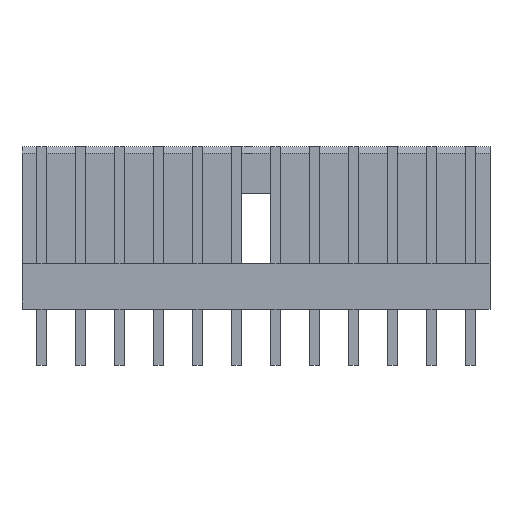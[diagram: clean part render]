
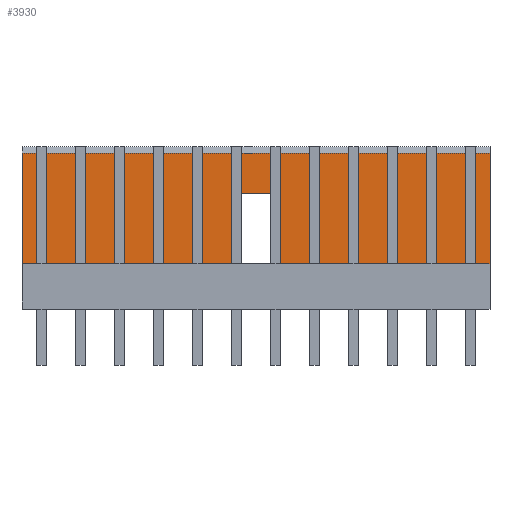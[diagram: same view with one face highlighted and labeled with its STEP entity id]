
A CAD part, front view. The second image highlights one B-rep face of the part: STEP entity #3930.
In plain terms, the highlighted planar face has unit normal (0, -1, 0).
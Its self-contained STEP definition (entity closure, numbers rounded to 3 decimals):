
#138=DIRECTION('',(0.,0.,-1.));
#139=VECTOR('',#138,7.1);
#140=CARTESIAN_POINT('',(-15.,1.6,-0.4));
#141=LINE('',#140,#139);
#618=DIRECTION('',(1.,0.,0.));
#619=VECTOR('',#618,13.8);
#620=CARTESIAN_POINT('',(1.2,1.6,-7.5));
#621=LINE('',#620,#619);
#622=DIRECTION('',(1.,0.,0.));
#623=VECTOR('',#622,13.8);
#624=CARTESIAN_POINT('',(-15.,1.6,-7.5));
#625=LINE('',#624,#623);
#1394=DIRECTION('',(-1.,0.,0.));
#1395=VECTOR('',#1394,30.);
#1396=CARTESIAN_POINT('',(15.,1.6,-0.4));
#1397=LINE('',#1396,#1395);
#1398=DIRECTION('',(0.,0.,1.));
#1399=VECTOR('',#1398,4.5);
#1400=CARTESIAN_POINT('',(1.2,1.6,-7.5));
#1401=LINE('',#1400,#1399);
#1402=DIRECTION('',(1.,0.,0.));
#1403=VECTOR('',#1402,2.4);
#1404=CARTESIAN_POINT('',(-1.2,1.6,-3.));
#1405=LINE('',#1404,#1403);
#1406=DIRECTION('',(0.,0.,1.));
#1407=VECTOR('',#1406,4.5);
#1408=CARTESIAN_POINT('',(-1.2,1.6,-7.5));
#1409=LINE('',#1408,#1407);
#1434=DIRECTION('',(0.,0.,-1.));
#1435=VECTOR('',#1434,7.1);
#1436=CARTESIAN_POINT('',(15.,1.6,-0.4));
#1437=LINE('',#1436,#1435);
#1442=CARTESIAN_POINT('',(-15.,1.6,-7.5));
#1444=VERTEX_POINT('',#1442);
#1450=CARTESIAN_POINT('',(15.,1.6,-7.5));
#1452=VERTEX_POINT('',#1450);
#1558=CARTESIAN_POINT('',(1.2,1.6,-7.5));
#1560=VERTEX_POINT('',#1558);
#1564=CARTESIAN_POINT('',(1.2,1.6,-3.));
#1565=VERTEX_POINT('',#1564);
#1566=CARTESIAN_POINT('',(-1.2,1.6,-3.));
#1567=VERTEX_POINT('',#1566);
#1568=CARTESIAN_POINT('',(-1.2,1.6,-7.5));
#1569=VERTEX_POINT('',#1568);
#1582=CARTESIAN_POINT('',(-15.,1.6,-0.4));
#1584=VERTEX_POINT('',#1582);
#1588=CARTESIAN_POINT('',(15.,1.6,-0.4));
#1589=VERTEX_POINT('',#1588);
#3913=CARTESIAN_POINT('',(-15.,1.6,0.));
#3914=DIRECTION('',(0.,-1.,0.));
#3915=DIRECTION('',(0.,0.,-1.));
#3916=AXIS2_PLACEMENT_3D('',#3913,#3914,#3915);
#3917=PLANE('',#3916);
#3918=ORIENTED_EDGE('',*,*,#1910,.F.);
#3920=ORIENTED_EDGE('',*,*,#3919,.T.);
#3921=ORIENTED_EDGE('',*,*,#2130,.F.);
#3922=ORIENTED_EDGE('',*,*,#3879,.T.);
#3924=ORIENTED_EDGE('',*,*,#3923,.F.);
#3925=ORIENTED_EDGE('',*,*,#3903,.F.);
#3926=ORIENTED_EDGE('',*,*,#2137,.F.);
#3927=ORIENTED_EDGE('',*,*,#1885,.F.);
#3928=EDGE_LOOP('',(#3918,#3920,#3921,#3922,#3924,#3925,#3926,#3927));
#3929=FACE_OUTER_BOUND('',#3928,.F.);
#1885=EDGE_CURVE('',#1584,#1444,#141,.T.);
#1910=EDGE_CURVE('',#1589,#1584,#1397,.T.);
#2130=EDGE_CURVE('',#1560,#1452,#621,.T.);
#2137=EDGE_CURVE('',#1444,#1569,#625,.T.);
#3879=EDGE_CURVE('',#1560,#1565,#1401,.T.);
#3903=EDGE_CURVE('',#1569,#1567,#1409,.T.);
#3919=EDGE_CURVE('',#1589,#1452,#1437,.T.);
#3923=EDGE_CURVE('',#1567,#1565,#1405,.T.);
#3930=ADVANCED_FACE('',(#3929),#3917,.T.);
